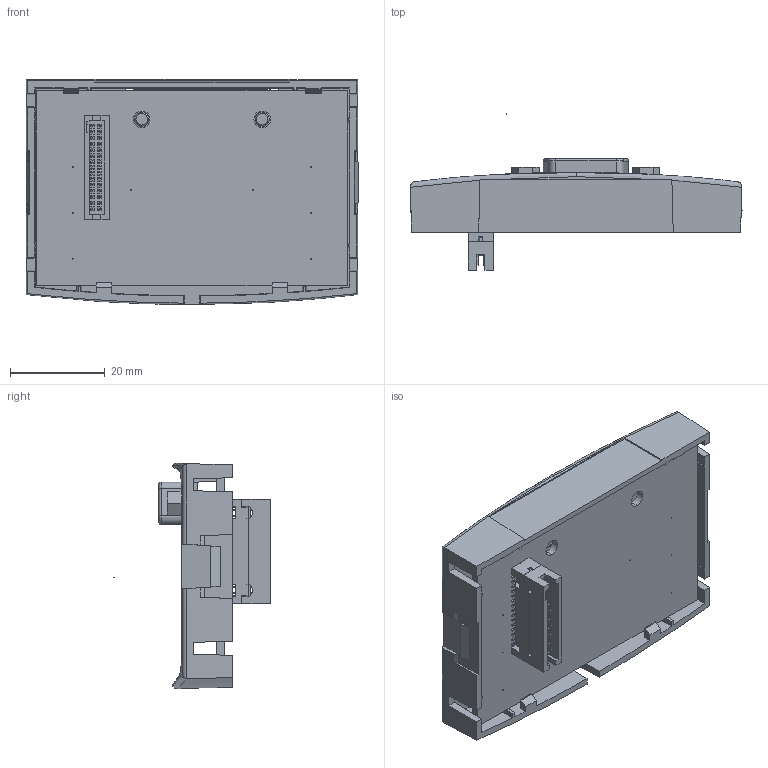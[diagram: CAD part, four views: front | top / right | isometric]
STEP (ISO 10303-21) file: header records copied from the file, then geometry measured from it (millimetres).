
FILE_DESCRIPTION (( 'STEP AP214' ), '1' );
FILE_NAME ('SSW07-08-KRS 232 b1.STEP', '2019-10-07T19:36:00', ( '' ), ( '' ), 'SwSTEP 2.0', 'SolidWorks 2017', '' );
FILE_SCHEMA (( 'AUTOMOTIVE_DESIGN' ));
Length unit declared in the file: inch
Products named in the file (1): SSW07-08-KRS 232 b1
Bounding box: 69.95 x 33 x 47.45 mm (x, y, z)
Volume: 12646 mm3; surface area: 23870.7 mm2
Topology: 12 solids, 12 shells, 1510 faces, 4149 edges, 2654 vertices
Faces by surface type: plane 1104, bspline 208, cylinder 170, cone 28
Entity records: 60097 total; most frequent: CARTESIAN_POINT 18862, ORIENTED_EDGE 8290, DIRECTION 6712, EDGE_CURVE 4145, VECTOR 3316, LINE 3316, VERTEX_POINT 2654, EDGE_LOOP 1701
